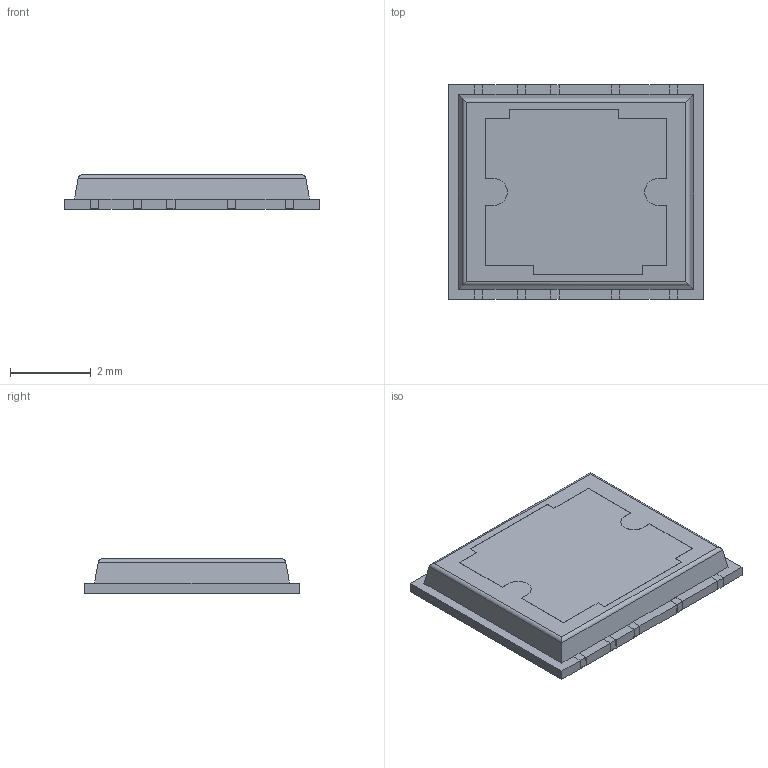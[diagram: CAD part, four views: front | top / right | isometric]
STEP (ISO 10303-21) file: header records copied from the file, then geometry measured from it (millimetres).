
FILE_DESCRIPTION((''),'2;1');
FILE_NAME('SiE810DF-T1-E3.stp','2009-06-02T19:21:05',(''),(''),'Mechanical Desktop 2009','Mechanical Desktop 2009',', , ');
FILE_SCHEMA(('AUTOMOTIVE_DESIGN { 1 2 10303 214 1 1 1 1 }'));
Length unit declared in the file: millimetre
Products named in the file (1): Product
Bounding box: 6.3 x 5.31 x 0.85 mm (x, y, z)
Volume: 24.5 mm3; surface area: 154.7 mm2
Topology: 6 solids, 6 shells, 427 faces, 1218 edges, 804 vertices
Faces by surface type: plane 384, bspline 35, cylinder 8
Entity records: 13639 total; most frequent: CARTESIAN_POINT 2555, ORIENTED_EDGE 2436, DIRECTION 2016, EDGE_CURVE 1218, VECTOR 1206, LINE 1206, VERTEX_POINT 804, EDGE_LOOP 428
